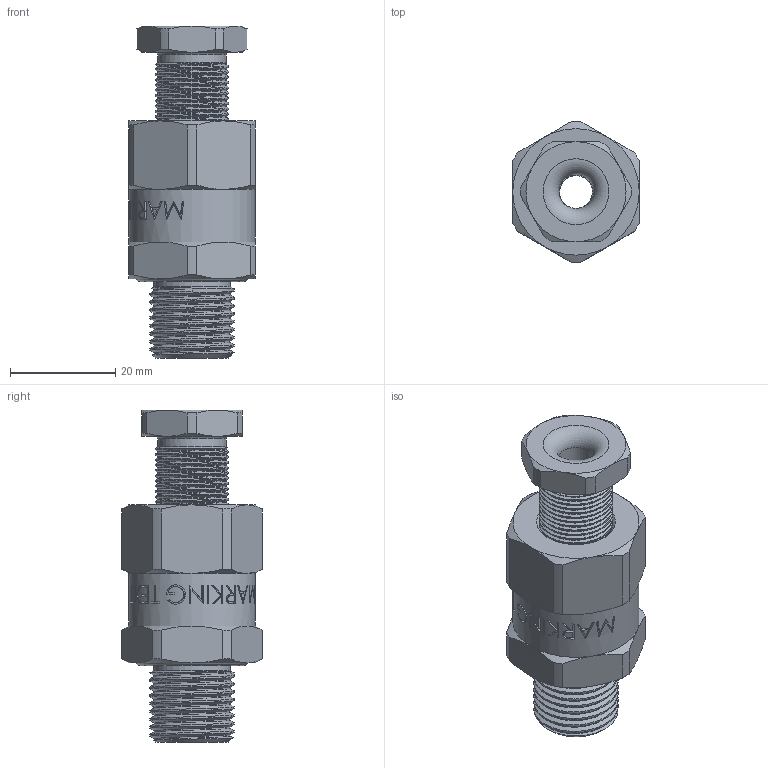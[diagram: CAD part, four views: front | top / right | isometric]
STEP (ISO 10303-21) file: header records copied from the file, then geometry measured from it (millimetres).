
FILE_DESCRIPTION(('HOOPS Exchange Step'),'2;1');
FILE_NAME('m16-a1-15mm-d620-conversion.step','2025-04-03T11:35:20+00:00',('root'),('Unknown organisation'),'HOOPS Exchange 2024.3','HOOPS Exchange','Unknown authorisation');
FILE_SCHEMA( ('AP242_MANAGED_MODEL_BASED_3D_ENGINEERING_MIM_LF {1 0 10303 442 1 1 4 }') );
Length unit declared in the file: millimetre
Products named in the file (2): Default; m16-a1-15mm-d620-step
Assembly tree (1 placements, depth 2):
  m16-a1-15mm-d620-step
    Default
Bounding box: 24 x 26.71 x 63 mm (x, y, z)
Volume: 18299.1 mm3; surface area: 11172.8 mm2
Topology: 5 solids, 5 shells, 617 faces, 1646 edges, 1084 vertices
Faces by surface type: plane 240, extrusion 138, cylinder 135, bspline 52, cone 46, torus 6
Full cylindrical faces by diameter (mm): 6.2 x1, 6.5 x3, 12.8 x2, 13 x35, 14 x34, 14.5 x8, 14.6 x1, 16 x7, 17.823 x1, 24 x1
Entity records: 80601 total; most frequent: CARTESIAN_POINT 66418, ORIENTED_EDGE 3292, DIRECTION 2213, EDGE_CURVE 1646, VERTEX_POINT 1084, VECTOR 853, LINE 715, AXIS2_PLACEMENT_3D 680
